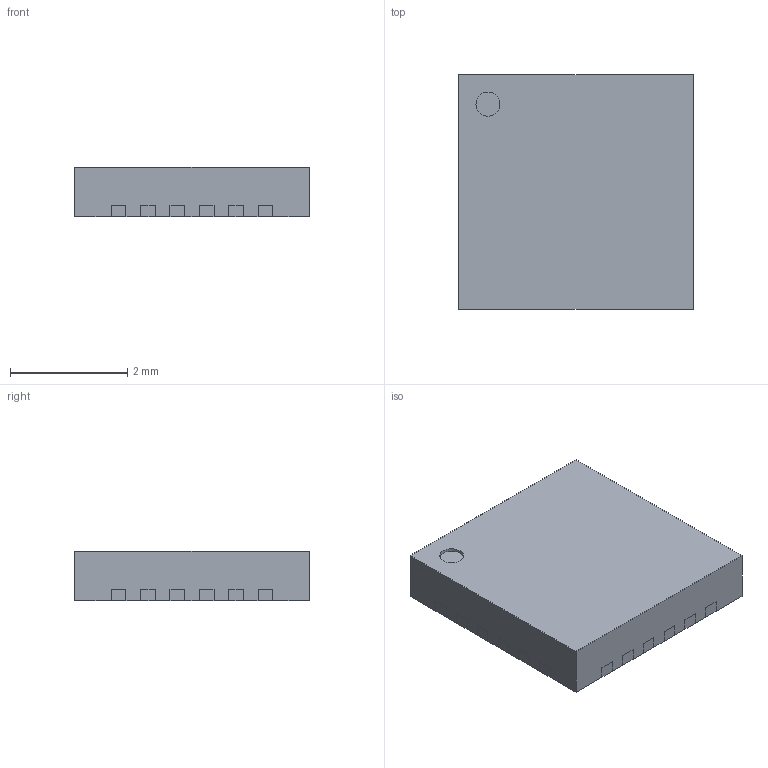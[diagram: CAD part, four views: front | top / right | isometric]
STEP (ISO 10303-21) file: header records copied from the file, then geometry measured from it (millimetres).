
FILE_DESCRIPTION(('FreeCAD Model'),'2;1');
FILE_NAME('Open CASCADE Shape Model','2022-11-22T16:08:34',( 'kicad StepUp'),('ksu MCAD'),'Open CASCADE STEP processor 7.6', 'FreeCAD','Unknown');
FILE_SCHEMA(('AUTOMOTIVE_DESIGN { 1 0 10303 214 1 1 1 1 }'));
Length unit declared in the file: millimetre
Products named in the file (1): CP-24-16
Bounding box: 4 x 4 x 0.85 mm (x, y, z)
Volume: 13.6 mm3; surface area: 45.7 mm2
Topology: 1 solids, 1 shells, 57 faces, 211 edges, 158 vertices
Faces by surface type: plane 56, cylinder 1
Full cylindrical faces by diameter (mm): 0.409 x1
Entity records: 2710 total; most frequent: CARTESIAN_POINT 427, ORIENTED_EDGE 422, DIRECTION 353, EDGE_CURVE 211, LINE 185, VECTOR 185, VERTEX_POINT 158, AXIS2_PLACEMENT_3D 84
